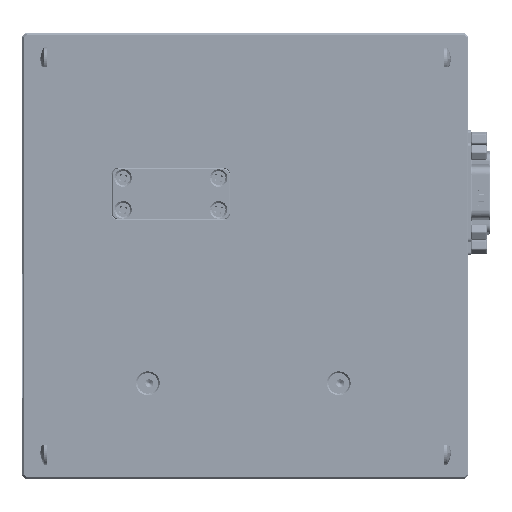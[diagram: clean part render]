
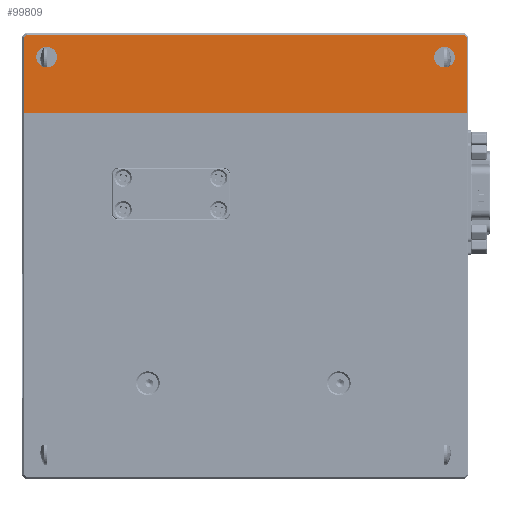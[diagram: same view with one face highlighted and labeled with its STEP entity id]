
A CAD part, front view. The second image highlights one B-rep face of the part: STEP entity #99809.
In plain terms, the highlighted planar face has unit normal (0, -1, 0).
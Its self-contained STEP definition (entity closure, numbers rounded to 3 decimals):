
#2092 = EDGE_CURVE ( 'NONE', #154226, #89686, #26268, .T. ) ;
#3415 = AXIS2_PLACEMENT_3D ( 'NONE', #127829, #75376, #167536 ) ;
#3628 = DIRECTION ( 'NONE',  ( -0.707, 0., -0.707 ) ) ;
#4819 = CARTESIAN_POINT ( 'NONE',  ( 132.5, 0., 132.5 ) ) ;
#5152 = LINE ( 'NONE', #61060, #79396 ) ;
#5697 = EDGE_CURVE ( 'NONE', #158842, #70586, #146858, .T. ) ;
#10590 = CIRCLE ( 'NONE', #57476, 3.25 ) ;
#12299 = VERTEX_POINT ( 'NONE', #57140 ) ;
#13609 = CARTESIAN_POINT ( 'NONE',  ( 139.5, 0., 115. ) ) ;
#21639 = DIRECTION ( 'NONE',  ( 0., 0., -1. ) ) ;
#21933 = VERTEX_POINT ( 'NONE', #157492 ) ;
#23483 = DIRECTION ( 'NONE',  ( 0., 1., 0. ) ) ;
#26268 = LINE ( 'NONE', #162607, #32474 ) ;
#26523 = CARTESIAN_POINT ( 'NONE',  ( 132.5, 0., 132.5 ) ) ;
#26540 = FACE_BOUND ( 'NONE', #122562, .T. ) ;
#28167 = CARTESIAN_POINT ( 'NONE',  ( 10.75, 0., 132.5 ) ) ;
#30718 = FACE_OUTER_BOUND ( 'NONE', #82758, .T. ) ;
#32474 = VECTOR ( 'NONE', #56560, 1000. ) ;
#34901 = FACE_BOUND ( 'NONE', #140067, .T. ) ;
#34967 = LINE ( 'NONE', #42840, #133995 ) ;
#35534 = LINE ( 'NONE', #101409, #161163 ) ;
#35596 = PLANE ( 'NONE',  #3415 ) ;
#36780 = CARTESIAN_POINT ( 'NONE',  ( 7.5, 0., 132.5 ) ) ;
#40373 = CIRCLE ( 'NONE', #67714, 3.25 ) ;
#42236 = EDGE_CURVE ( 'NONE', #63770, #12299, #35534, .T. ) ;
#42801 = VERTEX_POINT ( 'NONE', #73617 ) ;
#42840 = CARTESIAN_POINT ( 'NONE',  ( 0.854, 0., 139.146 ) ) ;
#43991 = DIRECTION ( 'NONE',  ( 0., 1., 0. ) ) ;
#56527 = DIRECTION ( 'NONE',  ( 0., 0., 1. ) ) ;
#56560 = DIRECTION ( 'NONE',  ( -1., 0., 0. ) ) ;
#57140 = CARTESIAN_POINT ( 'NONE',  ( 0.5, 0., 115. ) ) ;
#57476 = AXIS2_PLACEMENT_3D ( 'NONE', #82670, #43991, #69392 ) ;
#61060 = CARTESIAN_POINT ( 'NONE',  ( 139.146, 0., 139.146 ) ) ;
#61708 = ORIENTED_EDGE ( 'NONE', *, *, #106601, .T. ) ;
#63770 = VERTEX_POINT ( 'NONE', #13609 ) ;
#65167 = DIRECTION ( 'NONE',  ( 0., 1., 0. ) ) ;
#66311 = DIRECTION ( 'NONE',  ( -1., 0., 0. ) ) ;
#67714 = AXIS2_PLACEMENT_3D ( 'NONE', #26523, #65167, #66311 ) ;
#69392 = DIRECTION ( 'NONE',  ( 1., 0., 0. ) ) ;
#70542 = DIRECTION ( 'NONE',  ( 0., 1., 0. ) ) ;
#70586 = VERTEX_POINT ( 'NONE', #78940 ) ;
#72815 = CARTESIAN_POINT ( 'NONE',  ( 138.793, 0., 139.5 ) ) ;
#73617 = CARTESIAN_POINT ( 'NONE',  ( 139.5, 0., 138.793 ) ) ;
#74332 = DIRECTION ( 'NONE',  ( 1., 0., 0. ) ) ;
#75376 = DIRECTION ( 'NONE',  ( 0., -1., 0. ) ) ;
#75786 = LINE ( 'NONE', #112773, #152001 ) ;
#76592 = DIRECTION ( 'NONE',  ( -1., 0., 0. ) ) ;
#78940 = CARTESIAN_POINT ( 'NONE',  ( 4.25, 0., 132.5 ) ) ;
#79396 = VECTOR ( 'NONE', #127347, 1000. ) ;
#80419 = ORIENTED_EDGE ( 'NONE', *, *, #42236, .F. ) ;
#82670 = CARTESIAN_POINT ( 'NONE',  ( 7.5, 0., 132.5 ) ) ;
#82758 = EDGE_LOOP ( 'NONE', ( #91054, #61708, #80419, #145275, #142346, #93326 ) ) ;
#88229 = EDGE_CURVE ( 'NONE', #42801, #154226, #5152, .T. ) ;
#89593 = EDGE_CURVE ( 'NONE', #21933, #106604, #144867, .T. ) ;
#89686 = VERTEX_POINT ( 'NONE', #121853 ) ;
#90811 = EDGE_CURVE ( 'NONE', #70586, #158842, #10590, .T. ) ;
#91054 = ORIENTED_EDGE ( 'NONE', *, *, #119368, .T. ) ;
#93326 = ORIENTED_EDGE ( 'NONE', *, *, #2092, .T. ) ;
#97094 = DIRECTION ( 'NONE',  ( -1., 0., 0. ) ) ;
#97318 = EDGE_CURVE ( 'NONE', #63770, #42801, #166989, .T. ) ;
#97451 = ORIENTED_EDGE ( 'NONE', *, *, #89593, .T. ) ;
#99809 = ADVANCED_FACE ( 'NONE', ( #30718, #34901, #26540 ), #35596, .T. ) ;
#100663 = CARTESIAN_POINT ( 'NONE',  ( 0.5, 0., 138.793 ) ) ;
#101409 = CARTESIAN_POINT ( 'NONE',  ( 179.679, 0., 115. ) ) ;
#102146 = ORIENTED_EDGE ( 'NONE', *, *, #121388, .T. ) ;
#102702 = ORIENTED_EDGE ( 'NONE', *, *, #5697, .T. ) ;
#106601 = EDGE_CURVE ( 'NONE', #108000, #12299, #75786, .T. ) ;
#106604 = VERTEX_POINT ( 'NONE', #151952 ) ;
#108000 = VERTEX_POINT ( 'NONE', #100663 ) ;
#112773 = CARTESIAN_POINT ( 'NONE',  ( 0.5, 0., 115. ) ) ;
#119368 = EDGE_CURVE ( 'NONE', #89686, #108000, #34967, .T. ) ;
#121388 = EDGE_CURVE ( 'NONE', #106604, #21933, #40373, .T. ) ;
#121853 = CARTESIAN_POINT ( 'NONE',  ( 1.207, 0., 139.5 ) ) ;
#122562 = EDGE_LOOP ( 'NONE', ( #129577, #102702 ) ) ;
#122806 = CARTESIAN_POINT ( 'NONE',  ( 139.5, 0., 139. ) ) ;
#123574 = AXIS2_PLACEMENT_3D ( 'NONE', #36780, #23483, #74332 ) ;
#127347 = DIRECTION ( 'NONE',  ( -0.707, 0., 0.707 ) ) ;
#127829 = CARTESIAN_POINT ( 'NONE',  ( 70., 0., 70. ) ) ;
#129577 = ORIENTED_EDGE ( 'NONE', *, *, #90811, .T. ) ;
#131913 = VECTOR ( 'NONE', #56527, 1000. ) ;
#133995 = VECTOR ( 'NONE', #3628, 1000. ) ;
#140067 = EDGE_LOOP ( 'NONE', ( #102146, #97451 ) ) ;
#141304 = AXIS2_PLACEMENT_3D ( 'NONE', #4819, #70542, #97094 ) ;
#142346 = ORIENTED_EDGE ( 'NONE', *, *, #88229, .T. ) ;
#144867 = CIRCLE ( 'NONE', #141304, 3.25 ) ;
#145275 = ORIENTED_EDGE ( 'NONE', *, *, #97318, .T. ) ;
#146858 = CIRCLE ( 'NONE', #123574, 3.25 ) ;
#151952 = CARTESIAN_POINT ( 'NONE',  ( 129.25, 0., 132.5 ) ) ;
#152001 = VECTOR ( 'NONE', #21639, 1000. ) ;
#154226 = VERTEX_POINT ( 'NONE', #72815 ) ;
#157492 = CARTESIAN_POINT ( 'NONE',  ( 135.75, 0., 132.5 ) ) ;
#158842 = VERTEX_POINT ( 'NONE', #28167 ) ;
#161163 = VECTOR ( 'NONE', #76592, 1000. ) ;
#162607 = CARTESIAN_POINT ( 'NONE',  ( 1., 0., 139.5 ) ) ;
#166989 = LINE ( 'NONE', #122806, #131913 ) ;
#167536 = DIRECTION ( 'NONE',  ( 1., 0., 0. ) ) ;
